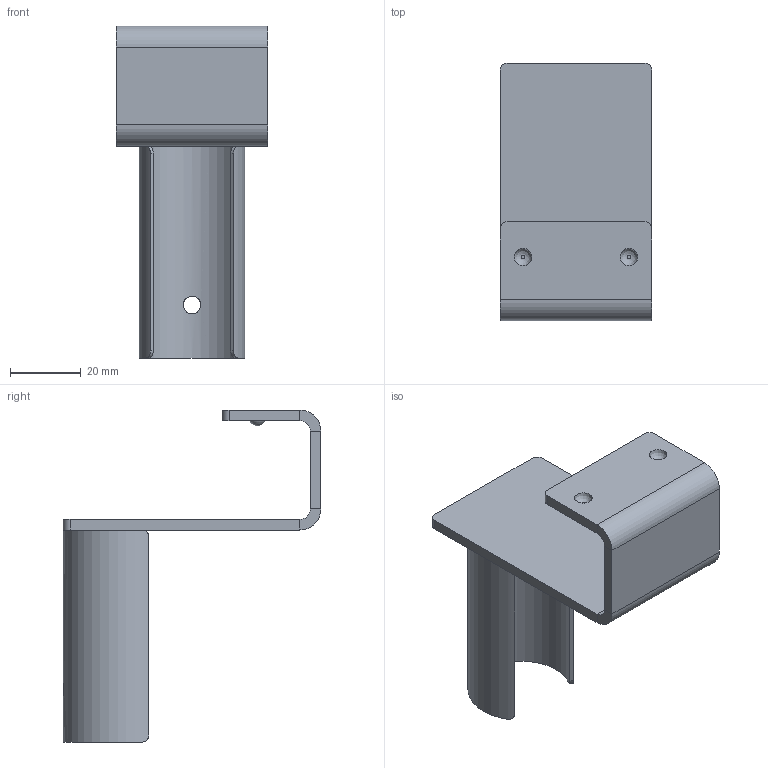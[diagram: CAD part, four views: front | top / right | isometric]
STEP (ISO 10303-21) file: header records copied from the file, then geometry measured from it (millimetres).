
FILE_DESCRIPTION((''),'2;1');
FILE_NAME('86209- poprawione.stp','2020-07-08T12:53:34',('trakoczy'),(''),'Autodesk Inventor 2013','Autodesk Inventor 2013','');
FILE_SCHEMA(('AUTOMOTIVE_DESIGN { 1 0 10303 214 1 1 1 1 }'));
Length unit declared in the file: millimetre
Products named in the file (3): 86209; 86209 I; 86209 II
Assembly tree (2 placements, depth 2):
  86209
    86209 I
    86209 II
Bounding box: 43 x 73 x 94 mm (x, y, z)
Volume: 19974.1 mm3; surface area: 19801.4 mm2
Topology: 2 solids, 2 shells, 43 faces, 97 edges, 60 vertices
Faces by surface type: plane 24, cylinder 15, sphere 2, bspline 2
Full cylindrical faces by diameter (mm): 5 x1
Entity records: 1408 total; most frequent: CARTESIAN_POINT 418, DIRECTION 196, ORIENTED_EDGE 176, EDGE_CURVE 88, AXIS2_PLACEMENT_3D 72, VERTEX_POINT 56, EDGE_LOOP 52, VECTOR 52
